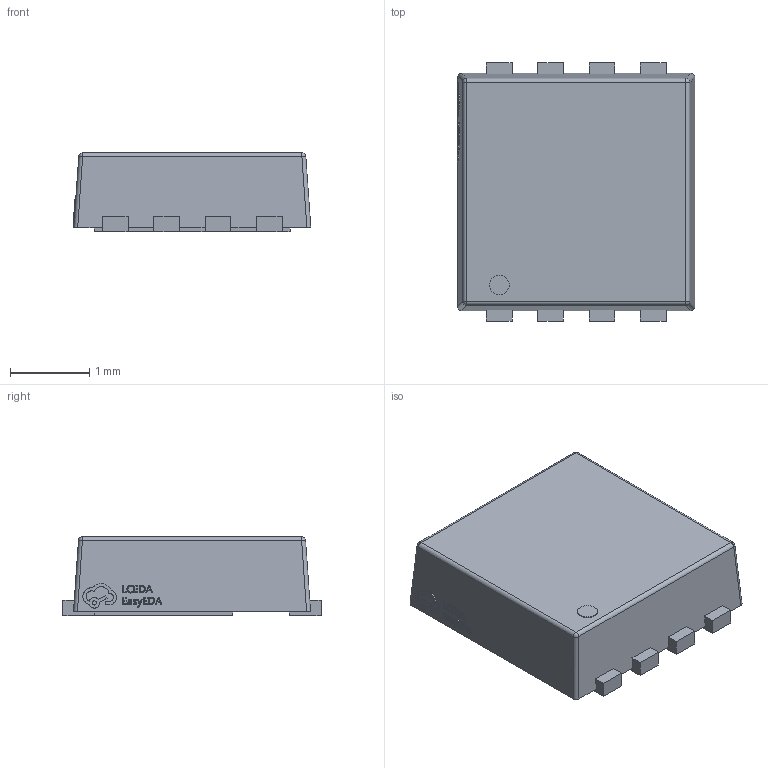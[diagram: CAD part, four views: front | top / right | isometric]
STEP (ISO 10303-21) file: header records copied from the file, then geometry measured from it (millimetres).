
FILE_DESCRIPTION (( 'STEP AP214' ), '1' );
FILE_NAME ('DFN-8_L3.0-W3.0-P0.65-BL-A.STEP', '2022-07-22T13:01:36', ( '' ), ( '' ), 'SwSTEP 2.0', 'SolidWorks 2020', '' );
FILE_SCHEMA (( 'AUTOMOTIVE_DESIGN' ));
Length unit declared in the file: millimetre
Products named in the file (1): DFN-8_L3.0-W3.0-P0.65-BL-A
Bounding box: 3.01 x 3.27 x 1.01 mm (x, y, z)
Volume: 8.5 mm3; surface area: 30.1 mm2
Topology: 1 solids, 1 shells, 298 faces, 816 edges, 540 vertices
Faces by surface type: plane 186, bspline 98, cylinder 10, sphere 4
Entity records: 13164 total; most frequent: CARTESIAN_POINT 2973, ORIENTED_EDGE 1632, DIRECTION 1030, EDGE_CURVE 816, VECTOR 596, LINE 596, VERTEX_POINT 540, EDGE_LOOP 318
